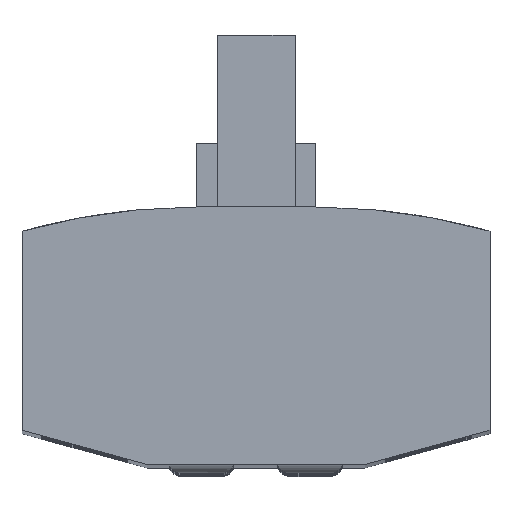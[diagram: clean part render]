
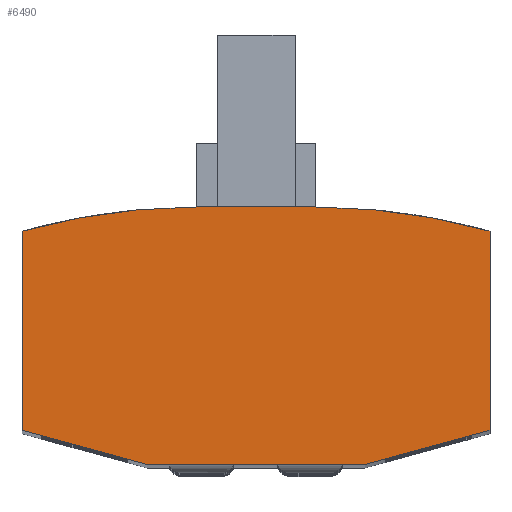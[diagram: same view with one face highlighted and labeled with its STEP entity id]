
A CAD part, top view. The second image highlights one B-rep face of the part: STEP entity #6490.
In plain terms, the highlighted planar face has unit normal (0, 0, 1).
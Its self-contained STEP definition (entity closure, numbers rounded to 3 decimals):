
#252 = DIRECTION ( 'NONE',  ( -1., 0., 0. ) ) ;
#625 = ORIENTED_EDGE ( 'NONE', *, *, #1936, .T. ) ;
#1002 = EDGE_CURVE ( 'NONE', #7217, #15843, #8674, .T. ) ;
#1053 = DIRECTION ( 'NONE',  ( 0., 0., 1. ) ) ;
#1566 = CARTESIAN_POINT ( 'NONE',  ( 16.022, -70.17, 0. ) ) ;
#1936 = EDGE_CURVE ( 'NONE', #12142, #10098, #14633, .T. ) ;
#2111 = DIRECTION ( 'NONE',  ( 0., -1., 0. ) ) ;
#2197 = CIRCLE ( 'NONE', #18231, 152.334 ) ;
#2355 = CARTESIAN_POINT ( 'NONE',  ( 16.022, -23.787, 0. ) ) ;
#2700 = DIRECTION ( 'NONE',  ( 1., 0., 0. ) ) ;
#3034 = LINE ( 'NONE', #8662, #11441 ) ;
#3064 = VERTEX_POINT ( 'NONE', #2355 ) ;
#3198 = ORIENTED_EDGE ( 'NONE', *, *, #1002, .T. ) ;
#3332 = LINE ( 'NONE', #6997, #16149 ) ;
#3338 = CARTESIAN_POINT ( 'NONE',  ( 0., 0., 0. ) ) ;
#3916 = LINE ( 'NONE', #10989, #12304 ) ;
#3970 = CARTESIAN_POINT ( 'NONE',  ( 18.995, -69.356, 0. ) ) ;
#4093 = ORIENTED_EDGE ( 'NONE', *, *, #8118, .T. ) ;
#4389 = VERTEX_POINT ( 'NONE', #16069 ) ;
#5734 = CARTESIAN_POINT ( 'NONE',  ( -51.92, -170.484, 0. ) ) ;
#6264 = VERTEX_POINT ( 'NONE', #9564 ) ;
#6490 = ADVANCED_FACE ( 'NONE', ( #18166 ), #16633, .T. ) ;
#6731 = DIRECTION ( 'NONE',  ( 1., 0., 0. ) ) ;
#6997 = CARTESIAN_POINT ( 'NONE',  ( 16.022, -18.15, 0. ) ) ;
#7083 = LINE ( 'NONE', #17424, #10503 ) ;
#7217 = VERTEX_POINT ( 'NONE', #10645 ) ;
#7400 = DIRECTION ( 'NONE',  ( 1., 0., 0. ) ) ;
#7732 = VERTEX_POINT ( 'NONE', #11178 ) ;
#8118 = EDGE_CURVE ( 'NONE', #3064, #7732, #2197, .T. ) ;
#8662 = CARTESIAN_POINT ( 'NONE',  ( -92.978, -18.15, 0. ) ) ;
#8674 = LINE ( 'NONE', #13832, #13121 ) ;
#8675 = DIRECTION ( 'NONE',  ( 0., 1., 0. ) ) ;
#8981 = AXIS2_PLACEMENT_3D ( 'NONE', #5734, #17374, #7400 ) ;
#9354 = EDGE_CURVE ( 'NONE', #6264, #15843, #7083, .T. ) ;
#9564 = CARTESIAN_POINT ( 'NONE',  ( -63.842, -78.15, 0. ) ) ;
#10098 = VERTEX_POINT ( 'NONE', #1566 ) ;
#10503 = VECTOR ( 'NONE', #14190, 1000. ) ;
#10645 = CARTESIAN_POINT ( 'NONE',  ( -92.978, -23.787, 0. ) ) ;
#10704 = VECTOR ( 'NONE', #15655, 1000. ) ;
#10989 = CARTESIAN_POINT ( 'NONE',  ( -92.978, -78.15, 0. ) ) ;
#11083 = CARTESIAN_POINT ( 'NONE',  ( -25.037, -170.484, 0. ) ) ;
#11178 = CARTESIAN_POINT ( 'NONE',  ( -24.581, -18.15, 0. ) ) ;
#11441 = VECTOR ( 'NONE', #252, 1000. ) ;
#12061 = CIRCLE ( 'NONE', #8981, 152.334 ) ;
#12142 = VERTEX_POINT ( 'NONE', #15813 ) ;
#12304 = VECTOR ( 'NONE', #2700, 1000. ) ;
#12742 = CARTESIAN_POINT ( 'NONE',  ( -92.978, -70.17, 0. ) ) ;
#12743 = DIRECTION ( 'NONE',  ( 1., 0., 0. ) ) ;
#12914 = EDGE_CURVE ( 'NONE', #7732, #4389, #3034, .T. ) ;
#13121 = VECTOR ( 'NONE', #2111, 1000. ) ;
#13832 = CARTESIAN_POINT ( 'NONE',  ( -92.978, -18.15, 0. ) ) ;
#14190 = DIRECTION ( 'NONE',  ( -0.964, 0.264, 0. ) ) ;
#14633 = LINE ( 'NONE', #3970, #10704 ) ;
#15149 = ORIENTED_EDGE ( 'NONE', *, *, #15399, .F. ) ;
#15399 = EDGE_CURVE ( 'NONE', #7217, #4389, #12061, .T. ) ;
#15501 = EDGE_CURVE ( 'NONE', #6264, #12142, #3916, .T. ) ;
#15655 = DIRECTION ( 'NONE',  ( 0.964, 0.264, 0. ) ) ;
#15813 = CARTESIAN_POINT ( 'NONE',  ( -13.115, -78.15, 0. ) ) ;
#15843 = VERTEX_POINT ( 'NONE', #12742 ) ;
#16069 = CARTESIAN_POINT ( 'NONE',  ( -52.376, -18.15, 0. ) ) ;
#16149 = VECTOR ( 'NONE', #8675, 1000. ) ;
#16633 = PLANE ( 'NONE',  #18608 ) ;
#16703 = DIRECTION ( 'NONE',  ( 0., 0., 1. ) ) ;
#16791 = EDGE_CURVE ( 'NONE', #10098, #3064, #3332, .T. ) ;
#17374 = DIRECTION ( 'NONE',  ( 0., 0., -1. ) ) ;
#17424 = CARTESIAN_POINT ( 'NONE',  ( -24.364, -88.962, 0. ) ) ;
#17537 = EDGE_LOOP ( 'NONE', ( #19204, #20655, #625, #17877, #4093, #20206, #15149, #3198 ) ) ;
#17877 = ORIENTED_EDGE ( 'NONE', *, *, #16791, .T. ) ;
#18166 = FACE_OUTER_BOUND ( 'NONE', #17537, .T. ) ;
#18231 = AXIS2_PLACEMENT_3D ( 'NONE', #11083, #1053, #12743 ) ;
#18608 = AXIS2_PLACEMENT_3D ( 'NONE', #3338, #16703, #6731 ) ;
#19204 = ORIENTED_EDGE ( 'NONE', *, *, #9354, .F. ) ;
#20206 = ORIENTED_EDGE ( 'NONE', *, *, #12914, .T. ) ;
#20655 = ORIENTED_EDGE ( 'NONE', *, *, #15501, .T. ) ;
